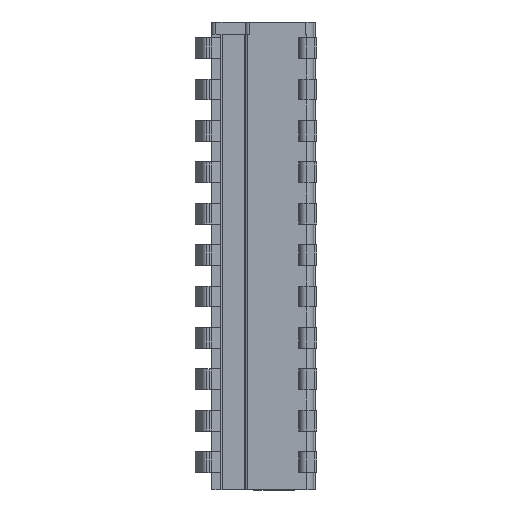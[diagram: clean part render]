
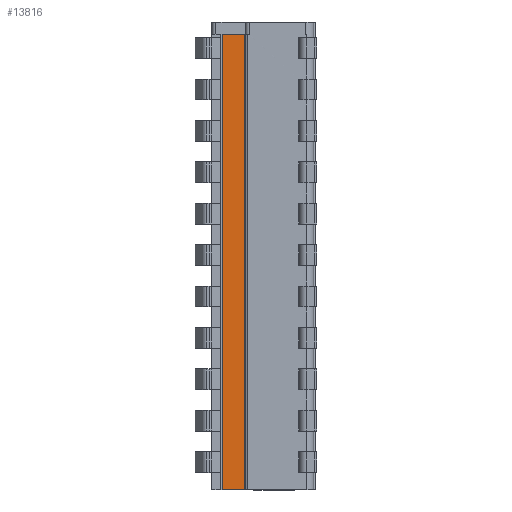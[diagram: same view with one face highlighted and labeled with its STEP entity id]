
A CAD part, top view. The second image highlights one B-rep face of the part: STEP entity #13816.
In plain terms, the highlighted planar face has unit normal (0, 0, 1).
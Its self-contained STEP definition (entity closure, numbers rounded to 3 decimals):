
#19=DIRECTION('',(1.,0.,0.));
#20=VECTOR('',#19,2.7);
#21=CARTESIAN_POINT('',(-4.12,0.,2.725));
#22=LINE('',#21,#20);
#4387=DIRECTION('',(1.,0.,0.));
#4388=VECTOR('',#4387,2.7);
#4389=CARTESIAN_POINT('',(-4.12,-55.,2.725));
#4390=LINE('',#4389,#4388);
#4561=DIRECTION('',(0.,1.,0.));
#4562=VECTOR('',#4561,55.);
#4563=CARTESIAN_POINT('',(-1.42,-55.,2.725));
#4564=LINE('',#4563,#4562);
#4565=DIRECTION('',(0.,-1.,0.));
#4566=VECTOR('',#4565,55.);
#4567=CARTESIAN_POINT('',(-4.12,0.,2.725));
#4568=LINE('',#4567,#4566);
#6337=CARTESIAN_POINT('',(-4.12,0.,2.725));
#6338=VERTEX_POINT('',#6337);
#6387=CARTESIAN_POINT('',(-4.12,-55.,2.725));
#6388=VERTEX_POINT('',#6387);
#7865=CARTESIAN_POINT('',(-1.42,-55.,2.725));
#7866=CARTESIAN_POINT('',(-1.42,0.,2.725));
#7867=VERTEX_POINT('',#7865);
#7868=VERTEX_POINT('',#7866);
#13803=CARTESIAN_POINT('',(-4.12,0.,2.725));
#13804=DIRECTION('',(0.,0.,1.));
#13805=DIRECTION('',(1.,0.,0.));
#13806=AXIS2_PLACEMENT_3D('',#13803,#13804,#13805);
#13807=PLANE('',#13806);
#13809=ORIENTED_EDGE('',*,*,#13808,.F.);
#13810=ORIENTED_EDGE('',*,*,#13748,.F.);
#13812=ORIENTED_EDGE('',*,*,#13811,.F.);
#13813=ORIENTED_EDGE('',*,*,#8193,.T.);
#13814=EDGE_LOOP('',(#13809,#13810,#13812,#13813));
#13815=FACE_OUTER_BOUND('',#13814,.F.);
#13816=ADVANCED_FACE('',(#13815),#13807,.T.);
#8193=EDGE_CURVE('',#6338,#7868,#22,.T.);
#13748=EDGE_CURVE('',#6388,#7867,#4390,.T.);
#13808=EDGE_CURVE('',#7867,#7868,#4564,.T.);
#13811=EDGE_CURVE('',#6338,#6388,#4568,.T.);
